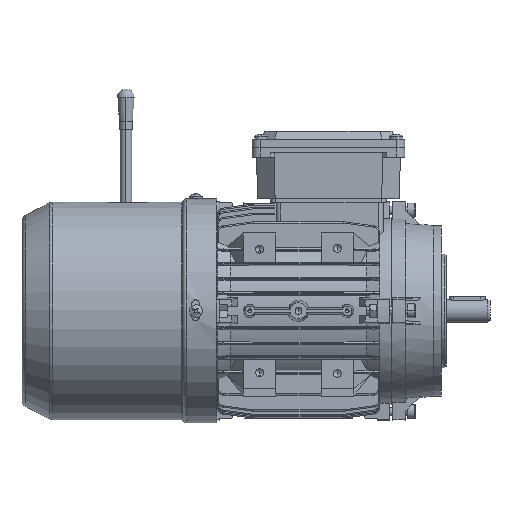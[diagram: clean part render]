
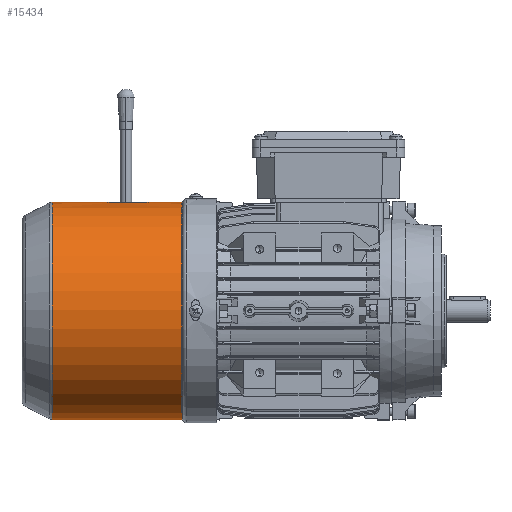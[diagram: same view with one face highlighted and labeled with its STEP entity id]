
A CAD part, front view. The second image highlights one B-rep face of the part: STEP entity #15434.
In plain terms, the highlighted cylindrical face has radius 67 mm (diameter 134 mm), a partial arc.
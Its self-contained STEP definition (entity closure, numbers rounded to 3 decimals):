
#14225 = VERTEX_POINT ( 'NONE', #57706 ) ;
#14457 = VERTEX_POINT ( 'NONE', #58641 ) ;
#14458 = VERTEX_POINT ( 'NONE', #58640 ) ;
#14507 = EDGE_CURVE ( 'NONE', #14509, #14510, #58812, .T. ) ;
#14509 = VERTEX_POINT ( 'NONE', #58803 ) ;
#14510 = VERTEX_POINT ( 'NONE', #58802 ) ;
#14878 = VERTEX_POINT ( 'NONE', #60552 ) ;
#14910 = EDGE_CURVE ( 'NONE', #14878, #14457, #60625, .T. ) ;
#15010 = EDGE_CURVE ( 'NONE', #14510, #14225, #61169, .T. ) ;
#15026 = EDGE_CURVE ( 'NONE', #14509, #14458, #61187, .T. ) ;
#15369 = EDGE_CURVE ( 'NONE', #15370, #15418, #62076, .T. ) ;
#15370 = VERTEX_POINT ( 'NONE', #62072 ) ;
#15405 = ORIENTED_EDGE ( 'NONE', *, *, #15509, .F. ) ;
#15416 = ORIENTED_EDGE ( 'NONE', *, *, #15010, .T. ) ;
#15418 = VERTEX_POINT ( 'NONE', #62132 ) ;
#15422 = ORIENTED_EDGE ( 'NONE', *, *, #15424, .F. ) ;
#15424 = EDGE_CURVE ( 'NONE', #15418, #14225, #62120, .T. ) ;
#15429 = ORIENTED_EDGE ( 'NONE', *, *, #14507, .T. ) ;
#15434 = ADVANCED_FACE ( 'NONE', ( #62148 ), #62146, .T. ) ;
#15440 = ORIENTED_EDGE ( 'NONE', *, *, #15026, .F. ) ;
#15451 = ORIENTED_EDGE ( 'NONE', *, *, #15369, .F. ) ;
#15459 = EDGE_LOOP ( 'NONE', ( #15440, #15429, #15416, #15422, #15451, #15405, #15511, #15519 ) ) ;
#15509 = EDGE_CURVE ( 'NONE', #14878, #15370, #62473, .T. ) ;
#15511 = ORIENTED_EDGE ( 'NONE', *, *, #14910, .T. ) ;
#15519 = ORIENTED_EDGE ( 'NONE', *, *, #15520, .F. ) ;
#15520 = EDGE_CURVE ( 'NONE', #14458, #14457, #62496, .T. ) ;
#57706 = CARTESIAN_POINT ( 'NONE',  ( 40.691, 0., -67. ) ) ;
#58640 = CARTESIAN_POINT ( 'NONE',  ( 102.958, 0., 67. ) ) ;
#58641 = CARTESIAN_POINT ( 'NONE',  ( 102.958, 0., -67. ) ) ;
#58802 = CARTESIAN_POINT ( 'NONE',  ( 23.105, 0., -67. ) ) ;
#58803 = CARTESIAN_POINT ( 'NONE',  ( 23.105, 0., 67. ) ) ;
#58806 = DIRECTION ( 'NONE',  ( 0., 0., -1. ) ) ;
#58808 = DIRECTION ( 'NONE',  ( 1., 0., 0. ) ) ;
#58810 = CARTESIAN_POINT ( 'NONE',  ( 23.105, 0., 0. ) ) ;
#58811 = AXIS2_PLACEMENT_3D ( 'NONE', #58810, #58808, #58806 ) ;
#58812 = CIRCLE ( 'NONE', #58811, 67. ) ;
#60552 = CARTESIAN_POINT ( 'NONE',  ( 72.691, 0., -67. ) ) ;
#60625 = LINE ( 'NONE', #60714, #60712 ) ;
#60711 = DIRECTION ( 'NONE',  ( 1., 0., 0. ) ) ;
#60712 = VECTOR ( 'NONE', #60711, 1000. ) ;
#60714 = CARTESIAN_POINT ( 'NONE',  ( 77.53, 0., -67. ) ) ;
#61164 = DIRECTION ( 'NONE',  ( 1., 0., 0. ) ) ;
#61165 = VECTOR ( 'NONE', #61164, 1000. ) ;
#61168 = CARTESIAN_POINT ( 'NONE',  ( 77.53, 0., -67. ) ) ;
#61169 = LINE ( 'NONE', #61168, #61165 ) ;
#61184 = DIRECTION ( 'NONE',  ( 1., 0., 0. ) ) ;
#61185 = VECTOR ( 'NONE', #61184, 1000. ) ;
#61186 = CARTESIAN_POINT ( 'NONE',  ( 77.53, 0., 67. ) ) ;
#61187 = LINE ( 'NONE', #61186, #61185 ) ;
#62072 = CARTESIAN_POINT ( 'NONE',  ( 66.691, -6., -66.731 ) ) ;
#62073 = DIRECTION ( 'NONE',  ( -1., 0., 0. ) ) ;
#62074 = VECTOR ( 'NONE', #62073, 1000. ) ;
#62075 = CARTESIAN_POINT ( 'NONE',  ( 77.53, -6., -66.731 ) ) ;
#62076 = LINE ( 'NONE', #62075, #62074 ) ;
#62120 = B_SPLINE_CURVE_WITH_KNOTS ( 'NONE', 3,
 ( #62181, #62180, #62179, #62178, #62177, #62176, #62175, #62174, #62173, #62172, #62171, #62170, #62169, #62168, #62167, #62166, #62165, #62164, #62163, #62162, #62161, #62160, #62159 ),
 .UNSPECIFIED., .F., .F.,
 ( 4, 2, 2, 2, 2, 2, 2, 2, 1, 2, 2, 4 ),
 ( 0., 0.001, 0.002, 0.002, 0.004, 0.005, 0.006, 0.006, 0.007, 0.008, 0.008, 0.009 ),
 .UNSPECIFIED. ) ;
#62132 = CARTESIAN_POINT ( 'NONE',  ( 46.691, -6., -66.731 ) ) ;
#62146 = CYLINDRICAL_SURFACE ( 'NONE', #62147, 67. ) ;
#62147 = AXIS2_PLACEMENT_3D ( 'NONE', #62217, #62216, #62215 ) ;
#62148 = FACE_OUTER_BOUND ( 'NONE', #15459, .T. ) ;
#62159 = CARTESIAN_POINT ( 'NONE',  ( 40.691, 0., -67. ) ) ;
#62160 = CARTESIAN_POINT ( 'NONE',  ( 40.691, -0.392, -67. ) ) ;
#62161 = CARTESIAN_POINT ( 'NONE',  ( 40.729, -0.781, -66.997 ) ) ;
#62162 = CARTESIAN_POINT ( 'NONE',  ( 40.844, -1.362, -66.986 ) ) ;
#62163 = CARTESIAN_POINT ( 'NONE',  ( 40.893, -1.555, -66.982 ) ) ;
#62164 = CARTESIAN_POINT ( 'NONE',  ( 41.007, -1.931, -66.972 ) ) ;
#62165 = CARTESIAN_POINT ( 'NONE',  ( 41.139, -2.299, -66.961 ) ) ;
#62166 = CARTESIAN_POINT ( 'NONE',  ( 41.306, -2.653, -66.948 ) ) ;
#62167 = CARTESIAN_POINT ( 'NONE',  ( 41.491, -3., -66.933 ) ) ;
#62168 = CARTESIAN_POINT ( 'NONE',  ( 41.593, -3.17, -66.925 ) ) ;
#62169 = CARTESIAN_POINT ( 'NONE',  ( 41.922, -3.662, -66.901 ) ) ;
#62170 = CARTESIAN_POINT ( 'NONE',  ( 42.17, -3.964, -66.883 ) ) ;
#62171 = CARTESIAN_POINT ( 'NONE',  ( 42.723, -4.518, -66.848 ) ) ;
#62172 = CARTESIAN_POINT ( 'NONE',  ( 43.032, -4.771, -66.83 ) ) ;
#62173 = CARTESIAN_POINT ( 'NONE',  ( 43.684, -5.207, -66.798 ) ) ;
#62174 = CARTESIAN_POINT ( 'NONE',  ( 44.029, -5.391, -66.783 ) ) ;
#62175 = CARTESIAN_POINT ( 'NONE',  ( 44.574, -5.618, -66.764 ) ) ;
#62176 = CARTESIAN_POINT ( 'NONE',  ( 44.761, -5.685, -66.758 ) ) ;
#62177 = CARTESIAN_POINT ( 'NONE',  ( 45.138, -5.799, -66.749 ) ) ;
#62178 = CARTESIAN_POINT ( 'NONE',  ( 45.329, -5.847, -66.744 ) ) ;
#62179 = CARTESIAN_POINT ( 'NONE',  ( 45.904, -5.961, -66.734 ) ) ;
#62180 = CARTESIAN_POINT ( 'NONE',  ( 46.294, -6., -66.731 ) ) ;
#62181 = CARTESIAN_POINT ( 'NONE',  ( 46.691, -6., -66.731 ) ) ;
#62215 = DIRECTION ( 'NONE',  ( 0., 0., -1. ) ) ;
#62216 = DIRECTION ( 'NONE',  ( 1., 0., 0. ) ) ;
#62217 = CARTESIAN_POINT ( 'NONE',  ( 77.53, 0., 0. ) ) ;
#62453 = CARTESIAN_POINT ( 'NONE',  ( 69.698, -5.196, -66.798 ) ) ;
#62454 = CARTESIAN_POINT ( 'NONE',  ( 69.865, -5.095, -66.806 ) ) ;
#62455 = CARTESIAN_POINT ( 'NONE',  ( 70.352, -4.769, -66.83 ) ) ;
#62456 = CARTESIAN_POINT ( 'NONE',  ( 70.655, -4.521, -66.848 ) ) ;
#62457 = CARTESIAN_POINT ( 'NONE',  ( 71.215, -3.961, -66.883 ) ) ;
#62458 = CARTESIAN_POINT ( 'NONE',  ( 71.463, -3.658, -66.901 ) ) ;
#62459 = CARTESIAN_POINT ( 'NONE',  ( 71.788, -3.171, -66.925 ) ) ;
#62460 = CARTESIAN_POINT ( 'NONE',  ( 71.889, -3.003, -66.933 ) ) ;
#62461 = CARTESIAN_POINT ( 'NONE',  ( 72.075, -2.656, -66.948 ) ) ;
#62462 = CARTESIAN_POINT ( 'NONE',  ( 72.16, -2.476, -66.954 ) ) ;
#62463 = CARTESIAN_POINT ( 'NONE',  ( 72.385, -1.932, -66.973 ) ) ;
#62464 = CARTESIAN_POINT ( 'NONE',  ( 72.498, -1.558, -66.983 ) ) ;
#62469 = CARTESIAN_POINT ( 'NONE',  ( 72.652, -0.789, -66.996 ) ) ;
#62470 = CARTESIAN_POINT ( 'NONE',  ( 72.691, -0.391, -67. ) ) ;
#62471 = CARTESIAN_POINT ( 'NONE',  ( 72.691, 0., -67. ) ) ;
#62473 = B_SPLINE_CURVE_WITH_KNOTS ( 'NONE', 3,
 ( #62471, #62470, #62469, #62464, #62463, #62462, #62461, #62460, #62459, #62458, #62457, #62456, #62455, #62454, #62453, #62516, #62515, #62514, #62513, #62512, #62511, #62510 ),
 .UNSPECIFIED., .F., .F.,
 ( 4, 2, 2, 2, 2, 2, 2, 2, 2, 2, 4 ),
 ( 0.009, 0.011, 0.012, 0.012, 0.013, 0.014, 0.015, 0.016, 0.016, 0.018, 0.019 ),
 .UNSPECIFIED. ) ;
#62492 = DIRECTION ( 'NONE',  ( 0., 0., -1. ) ) ;
#62493 = DIRECTION ( 'NONE',  ( 1., 0., 0. ) ) ;
#62494 = CARTESIAN_POINT ( 'NONE',  ( 102.958, 0., 0. ) ) ;
#62495 = AXIS2_PLACEMENT_3D ( 'NONE', #62494, #62493, #62492 ) ;
#62496 = CIRCLE ( 'NONE', #62495, 67. ) ;
#62510 = CARTESIAN_POINT ( 'NONE',  ( 66.691, -6., -66.731 ) ) ;
#62511 = CARTESIAN_POINT ( 'NONE',  ( 67.087, -6., -66.731 ) ) ;
#62512 = CARTESIAN_POINT ( 'NONE',  ( 67.484, -5.96, -66.734 ) ) ;
#62513 = CARTESIAN_POINT ( 'NONE',  ( 68.253, -5.806, -66.748 ) ) ;
#62514 = CARTESIAN_POINT ( 'NONE',  ( 68.626, -5.693, -66.758 ) ) ;
#62515 = CARTESIAN_POINT ( 'NONE',  ( 69.171, -5.467, -66.777 ) ) ;
#62516 = CARTESIAN_POINT ( 'NONE',  ( 69.351, -5.382, -66.784 ) ) ;
